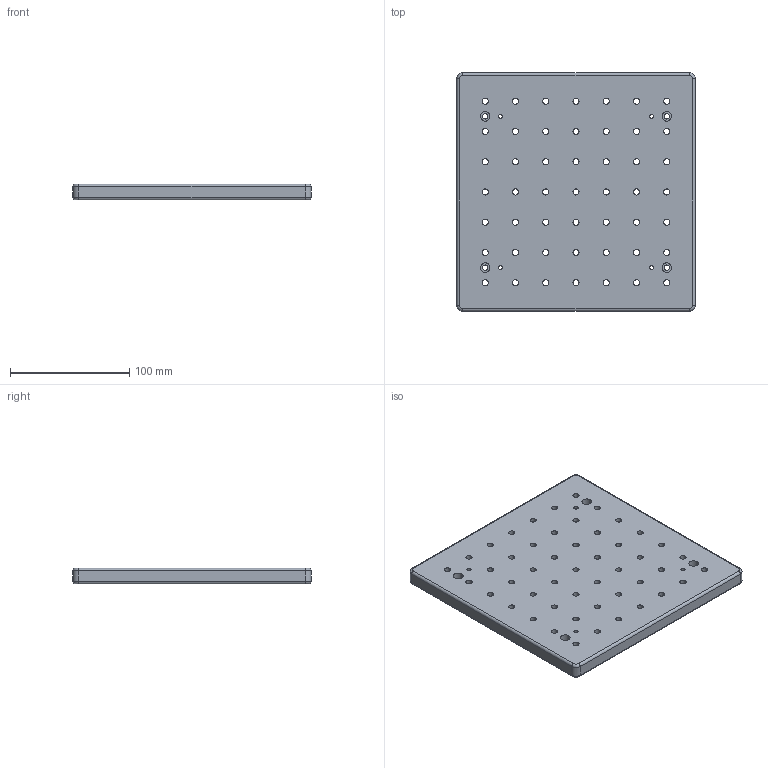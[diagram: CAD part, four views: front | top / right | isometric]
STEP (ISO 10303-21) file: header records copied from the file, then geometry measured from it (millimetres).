
FILE_DESCRIPTION (( 'STEP AP203' ), '1' );
FILE_NAME ('BR0202-1.STEP', '2016-05-19T08:37:08', ( '' ), ( '' ), 'SwSTEP 2.0', 'SolidWorks 2016', '' );
FILE_SCHEMA (( 'CONFIG_CONTROL_DESIGN' ));
Length unit declared in the file: millimetre
Products named in the file (1): BR0202-1
Bounding box: 200 x 200 x 13 mm (x, y, z)
Volume: 503187.7 mm3; surface area: 98455 mm2
Topology: 1 solids, 1 shells, 152 faces, 422 edges, 276 vertices
Faces by surface type: cylinder 134, plane 10, torus 8
Entity records: 5319 total; most frequent: DIRECTION 1004, CARTESIAN_POINT 851, ORIENTED_EDGE 844, AXIS2_PLACEMENT_3D 429, EDGE_CURVE 422, VERTEX_POINT 276, CIRCLE 276, EDGE_LOOP 270
